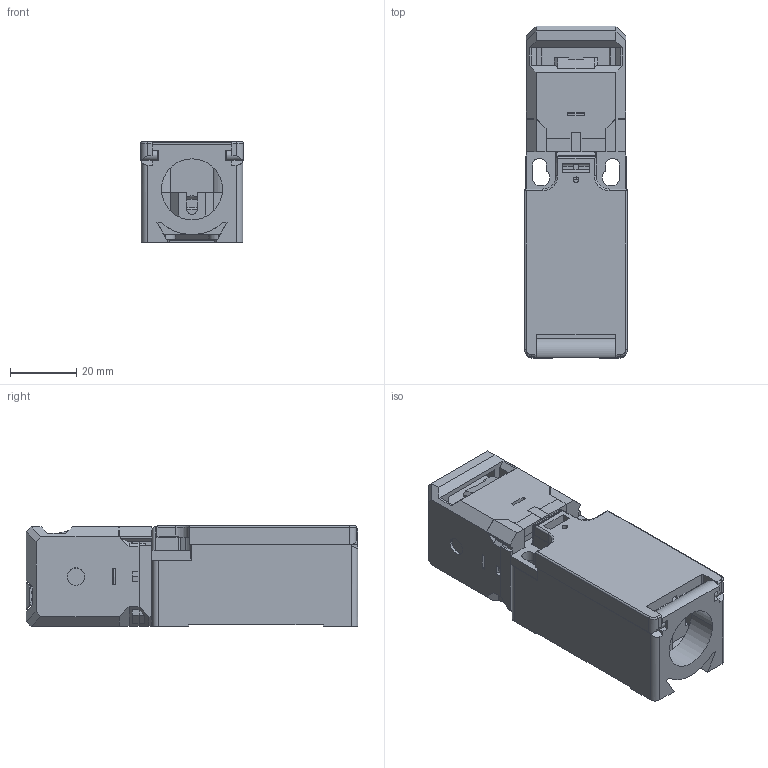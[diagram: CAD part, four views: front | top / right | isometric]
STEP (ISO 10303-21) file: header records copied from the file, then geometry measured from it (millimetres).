
FILE_DESCRIPTION((''),'2;1');
FILE_NAME('212881_ASM','2019-10-28T07:30:35',('pdmadmin'),('BANNER ENGINEERING'),'CREO PARAMETRIC BY PTC INC, 2018300','CREO PARAMETRIC BY PTC INC, 2018300','');
FILE_SCHEMA(('CONFIG_CONTROL_DESIGN'));
Length unit declared in the file: millimetre
Products named in the file (12): 49480---SI-LS100F_BODY; 49480---SI-LS100F_COVER; 49480---SI-LS100F_GASKET; 49480---SI-LS100F_INTERNAL; 49480---SI-LS100F_HEAD_LOCK; 49480---SI-LS100_INTERLOCK_BODY_ASM; 49480---SI-LS100F_HEAD; 49480---SI-LS100F_HEAD_PIN; 49480---SI-LS100_INTERLOCK_HEAD_ASM; 49480---SI-LS100F_HEAD_PLUG; 49480---SI-LS100F_ASM; 212881_ASM
Assembly tree (11 placements, depth 4):
  212881_ASM
    49480---SI-LS100F_ASM
      49480---SI-LS100_INTERLOCK_BODY_ASM
        49480---SI-LS100F_BODY
        49480---SI-LS100F_COVER
        49480---SI-LS100F_GASKET
        49480---SI-LS100F_INTERNAL
        49480---SI-LS100F_HEAD_LOCK
      49480---SI-LS100_INTERLOCK_HEAD_ASM
        49480---SI-LS100F_HEAD
        49480---SI-LS100F_HEAD_PIN
      49480---SI-LS100F_HEAD_PLUG
Bounding box: 31 x 99.9 x 30.4 mm (x, y, z)
Volume: 40282.4 mm3; surface area: 39682.5 mm2
Topology: 8 solids, 8 shells, 1206 faces, 3240 edges, 2086 vertices
Faces by surface type: plane 729, cylinder 366, sphere 58, cone 32, torus 21
Entity records: 38317 total; most frequent: CARTESIAN_POINT 7223, DIRECTION 6470, ORIENTED_EDGE 6468, EDGE_CURVE 3234, VECTOR 2266, LINE 2266, AXIS2_PLACEMENT_3D 2102, VERTEX_POINT 2086
